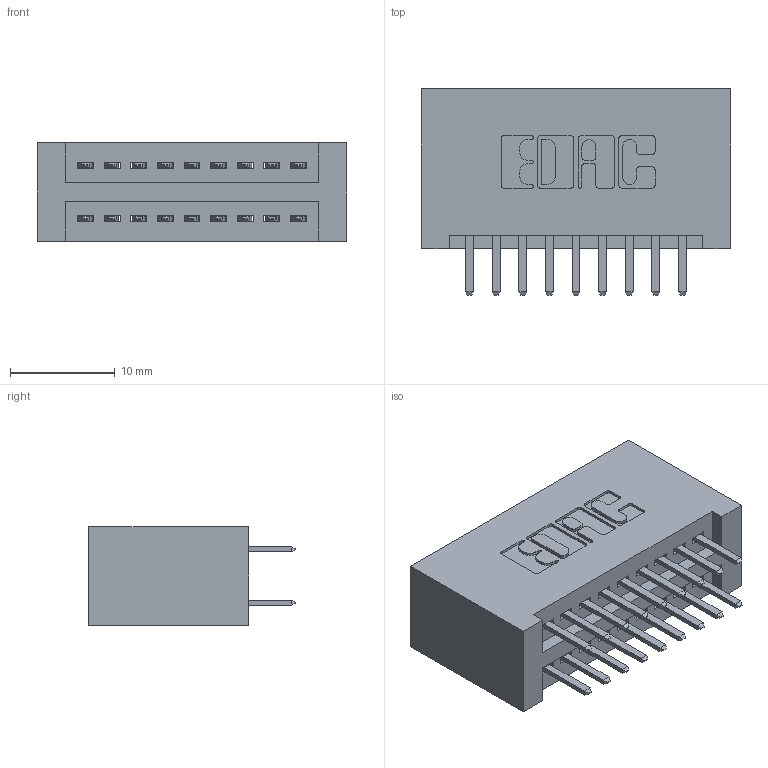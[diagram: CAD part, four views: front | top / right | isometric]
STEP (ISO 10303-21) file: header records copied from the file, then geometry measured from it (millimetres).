
FILE_DESCRIPTION (( 'STEP AP203' ), '1' );
FILE_NAME ('345-018-520-201.STEP', '2018-08-19T05:24:26', ( '' ), ( '' ), 'SwSTEP 2.0', 'SolidWorks 2016', '' );
FILE_SCHEMA (( 'CONFIG_CONTROL_DESIGN' ));
Length unit declared in the file: inch
Products named in the file (3): 345 Part_No Mounting Lugs; 345-292-001_345-293-120; 345-018-520-201
Assembly tree (19 placements, depth 2):
  345-018-520-201
    345 Part_No Mounting Lugs
    345-292-001_345-293-120  x18
Bounding box: 29.46 x 19.68 x 9.4 mm (x, y, z)
Volume: 3163.8 mm3; surface area: 4324 mm2
Topology: 19 solids, 19 shells, 1090 faces, 3143 edges, 2046 vertices
Faces by surface type: plane 706, cylinder 384
Entity records: 11341 total; most frequent: CARTESIAN_POINT 1944, ORIENTED_EDGE 1866, DIRECTION 1737, EDGE_CURVE 933, VECTOR 769, LINE 769, VERTEX_POINT 618, AXIS2_PLACEMENT_3D 484
